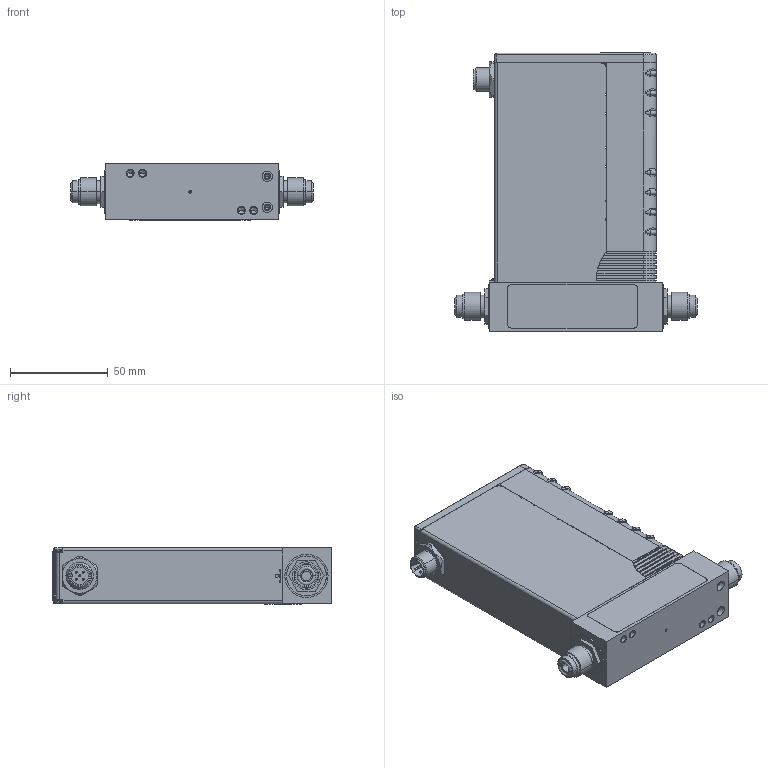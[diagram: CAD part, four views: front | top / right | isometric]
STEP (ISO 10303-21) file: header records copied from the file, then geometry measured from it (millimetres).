
FILE_DESCRIPTION((''),'2;1');
FILE_NAME('PIPC_4VCR-DNET_ASM','2010-05-12T',('cockrofm'),('MKS Instruments, Inc.'),'PRO/ENGINEER BY PARAMETRIC TECHNOLOGY CORPORATION, 2009060','PRO/ENGINEER BY PARAMETRIC TECHNOLOGY CORPORATION, 2009060','');
FILE_SCHEMA(('CONFIG_CONTROL_DESIGN'));
Length unit declared in the file: inch
Products named in the file (29): 133141-P2; 133140_4VCR_FITTING; 160-9715; PIMFC-DUMMIE-SENSOR_ASM; 137544_HIGH-FLOW_ADAPTER; 132099_HOUSING-DISPLAY-PI; 161-9859_SPRING; 131869_PWB_DISPLAY; 043-7916_DISPLAY; 044-8533_LED-INDICATOR; 114-9956_CONN; 131870_CCA_DISPLAY_ASM; 134359-P1_FOR_ASSY; 134850_PWB_DNET_CONN; 133675_DNET-CONN; 129654-P1_GROUNDLUG_DPC; 134851_CCA_DNET_CONN_ASM; 114-0084_FOR_ASSY; 134492-G4_DNET_UPSTRM_ASM; 132101-P4_DIGITAL_PIPC; 134096-G4_DNET_UPSTRM_ASM; 132100_COVER-DISPLAY-PI; 133675_DNET_CONN_NUT; 134100-P1_LABEL-POSITION1; 134100-P1_LABEL-POSITION3; 122676; 134101-P3_PI-PC_DNET; 138404-P1; PIPC_4VCR-DNET_ASM
Assembly tree (33 placements, depth 5):
  PIPC_4VCR-DNET_ASM
    133141-P2
    133140_4VCR_FITTING  x2
    160-9715  x2
    PIMFC-DUMMIE-SENSOR_ASM
    137544_HIGH-FLOW_ADAPTER
    134096-G4_DNET_UPSTRM_ASM
      132099_HOUSING-DISPLAY-PI
      161-9859_SPRING
      131870_CCA_DISPLAY_ASM
        131869_PWB_DISPLAY
        043-7916_DISPLAY
        044-8533_LED-INDICATOR  x4
        114-9956_CONN
      134359-P1_FOR_ASSY
      134492-G4_DNET_UPSTRM_ASM
        134851_CCA_DNET_CONN_ASM
          134850_PWB_DNET_CONN
          133675_DNET-CONN
          129654-P1_GROUNDLUG_DPC
        114-0084_FOR_ASSY
      132101-P4_DIGITAL_PIPC
    132100_COVER-DISPLAY-PI
    133675_DNET_CONN_NUT
    134100-P1_LABEL-POSITION1
    134100-P1_LABEL-POSITION3
    122676
    134101-P3_PI-PC_DNET
    138404-P1
Bounding box: 123.95 x 142.39 x 28.92 mm (x, y, z)
Volume: 105186.4 mm3; surface area: 92557.5 mm2
Topology: 28 solids, 42 shells, 1940 faces, 5260 edges, 3337 vertices
Faces by surface type: plane 1168, cylinder 497, bspline 182, cone 62, torus 18, extrusion 9, sphere 4
Entity records: 60020 total; most frequent: CARTESIAN_POINT 16442, ORIENTED_EDGE 9268, DIRECTION 8503, EDGE_CURVE 4658, VECTOR 3135, LINE 3126, VERTEX_POINT 3001, AXIS2_PLACEMENT_3D 2684
